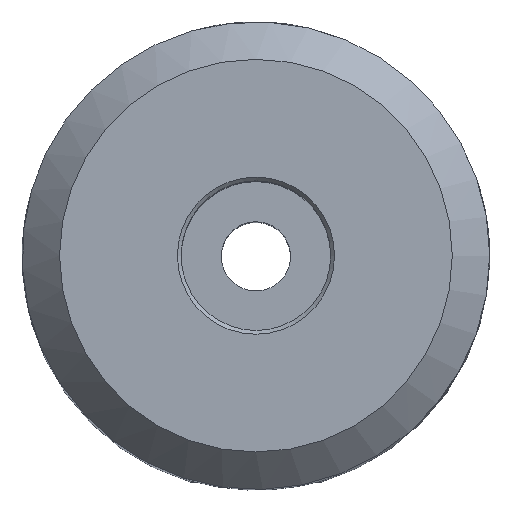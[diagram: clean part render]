
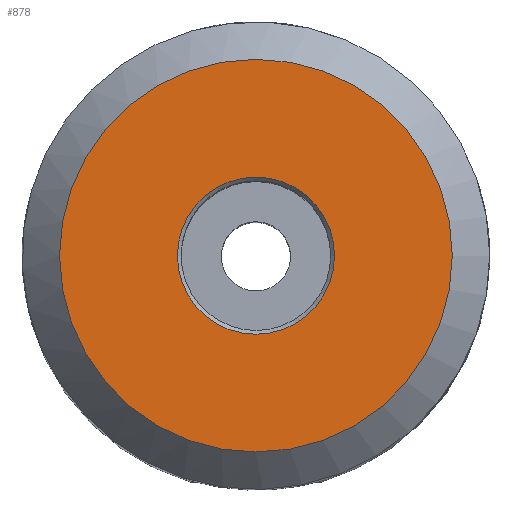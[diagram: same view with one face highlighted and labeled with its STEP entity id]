
A CAD part, top view. The second image highlights one B-rep face of the part: STEP entity #878.
In plain terms, the highlighted planar face has unit normal (0, 0, 1).
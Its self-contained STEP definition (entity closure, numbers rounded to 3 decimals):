
#91 = DIRECTION ( 'NONE',  ( 0., 0., 1. ) ) ;
#140 = ORIENTED_EDGE ( 'NONE', *, *, #1102, .T. ) ;
#155 = AXIS2_PLACEMENT_3D ( 'NONE', #760, #905, #1091 ) ;
#192 = EDGE_CURVE ( 'NONE', #326, #326, #950, .T. ) ;
#223 = CARTESIAN_POINT ( 'NONE',  ( 10.5, 0., 60. ) ) ;
#326 = VERTEX_POINT ( 'NONE', #476 ) ;
#334 = VERTEX_POINT ( 'NONE', #223 ) ;
#361 = CARTESIAN_POINT ( 'NONE',  ( 0., 0., 60. ) ) ;
#381 = PLANE ( 'NONE',  #621 ) ;
#447 = CARTESIAN_POINT ( 'NONE',  ( 0., 0., 60. ) ) ;
#452 = DIRECTION ( 'NONE',  ( 0., 0., -1. ) ) ;
#476 = CARTESIAN_POINT ( 'NONE',  ( 4.2, 0., 60. ) ) ;
#621 = AXIS2_PLACEMENT_3D ( 'NONE', #447, #91, #726 ) ;
#726 = DIRECTION ( 'NONE',  ( 1., 0., 0. ) ) ;
#760 = CARTESIAN_POINT ( 'NONE',  ( 0., 0., 60. ) ) ;
#790 = FACE_BOUND ( 'NONE', #1033, .T. ) ;
#798 = CIRCLE ( 'NONE', #155, 10.5 ) ;
#800 = DIRECTION ( 'NONE',  ( 1., 0., 0. ) ) ;
#878 = ADVANCED_FACE ( 'NONE', ( #790, #957 ), #381, .T. ) ;
#905 = DIRECTION ( 'NONE',  ( 0., 0., 1. ) ) ;
#923 = EDGE_LOOP ( 'NONE', ( #140 ) ) ;
#950 = CIRCLE ( 'NONE', #1097, 4.2 ) ;
#954 = ORIENTED_EDGE ( 'NONE', *, *, #192, .T. ) ;
#957 = FACE_OUTER_BOUND ( 'NONE', #923, .T. ) ;
#1033 = EDGE_LOOP ( 'NONE', ( #954 ) ) ;
#1091 = DIRECTION ( 'NONE',  ( 1., 0., 0. ) ) ;
#1097 = AXIS2_PLACEMENT_3D ( 'NONE', #361, #452, #800 ) ;
#1102 = EDGE_CURVE ( 'NONE', #334, #334, #798, .T. ) ;
